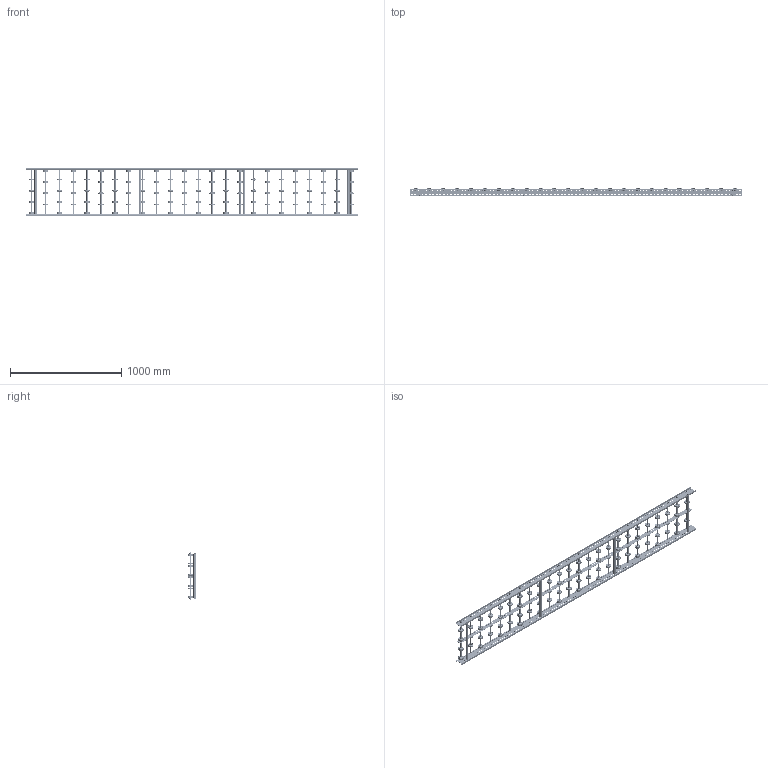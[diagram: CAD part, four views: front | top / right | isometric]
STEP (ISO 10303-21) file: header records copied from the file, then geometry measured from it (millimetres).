
FILE_DESCRIPTION (( 'STEP AP214' ), '1' );
FILE_NAME ('0052469.step', '2021-10-26T13:27:36', ( '' ), ( '' ), 'SwSTEP 2.0', 'SolidWorks 2020', '' );
FILE_SCHEMA (( 'AUTOMOTIVE_DESIGN' ));
Length unit declared in the file: millimetre
Products named in the file (10): Hutmutter_DIN_1587_M8; 0052469; S106837_Gewindestange-M8-KFG_L420; Profil_LRB-20x70x20x2_KFG_S109080_U-PROFIL-20-70-20-2-LRB-L=2987,5; K0011528_2200-48-8; S100100_Längstraverse-42x2,5_S100104_L„ngstraverse-RB-L2949; Röllchenachse-für-Konfiguration_EL400 Stahl; S100994_Sperrzahnschraube_M08x16-8.8-A2K; 0046278_KB-ROHR-12X1,75mm_KFG_L75,5; Traversen_KFG_L400
Assembly tree (96 placements, depth 3):
  0052469
    Profil_LRB-20x70x20x2_KFG_S109080_U-PROFIL-20-70-20-2-LRB-L=2987,5  x2
    S100994_Sperrzahnschraube_M08x16-8.8-A2K  x8
    Traversen_KFG_L400  x4
    Röllchenachse-für-Konfiguration_EL400 Stahl  x24
      S106837_Gewindestange-M8-KFG_L420
      0046278_KB-ROHR-12X1,75mm_KFG_L75,5
      K0011528_2200-48-8
    S100100_Längstraverse-42x2,5_S100104_L„ngstraverse-RB-L2949
    Hutmutter_DIN_1587_M8  x48
Bounding box: 2987.5 x 78.99 x 440 mm (x, y, z)
Volume: 4575350.1 mm3; surface area: 3698736.8 mm2
Topology: 383 solids, 383 shells, 12450 faces, 27452 edges, 16856 vertices
Faces by surface type: cylinder 5360, torus 2528, plane 2370, cone 2144, bspline 48
Entity records: 52481 total; most frequent: DIRECTION 9591, CARTESIAN_POINT 8615, ORIENTED_EDGE 8060, AXIS2_PLACEMENT_3D 4130, EDGE_CURVE 4030, VERTEX_POINT 2658, EDGE_LOOP 2628, CIRCLE 2619
